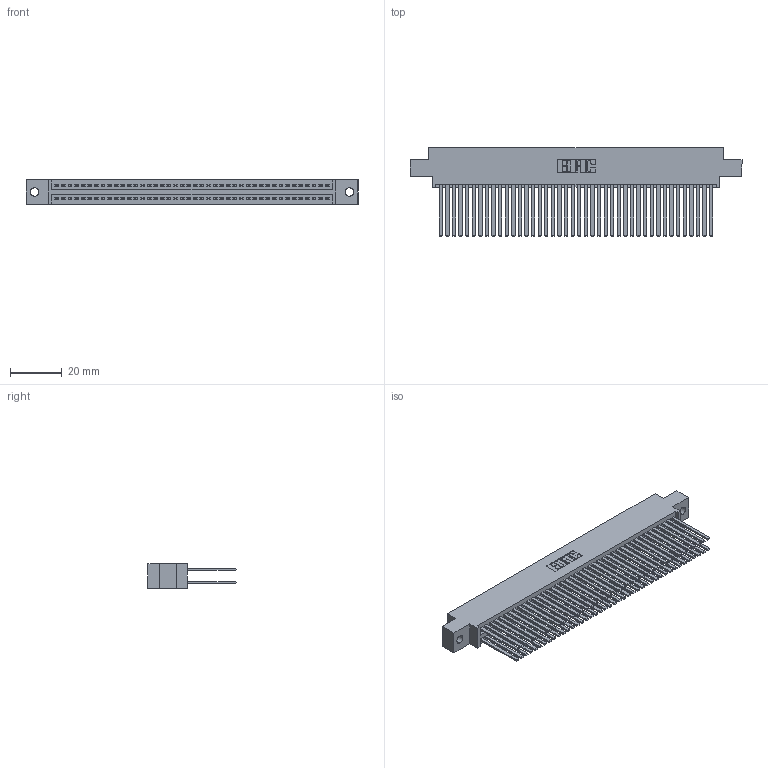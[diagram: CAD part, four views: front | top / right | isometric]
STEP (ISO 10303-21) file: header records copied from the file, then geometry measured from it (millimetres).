
FILE_DESCRIPTION (( 'STEP AP203' ), '1' );
FILE_NAME ('345-084-544-802.STEP', '2019-11-01T04:55:32', ( '' ), ( '' ), 'SwSTEP 2.0', 'SolidWorks 2016', '' );
FILE_SCHEMA (( 'CONFIG_CONTROL_DESIGN' ));
Length unit declared in the file: inch
Products named in the file (3): 345-084-544-802; 345 Part_0.170 Offset - 0.128 Dia; 345-292-001_345-293-144
Assembly tree (85 placements, depth 2):
  345-084-544-802
    345 Part_0.170 Offset - 0.128 Dia
    345-292-001_345-293-144  x84
Bounding box: 127.89 x 33.96 x 9.4 mm (x, y, z)
Volume: 13450.7 mm3; surface area: 23204.4 mm2
Topology: 85 solids, 85 shells, 3826 faces, 11357 edges, 7458 vertices
Faces by surface type: plane 2520, cylinder 1306
Entity records: 32905 total; most frequent: CARTESIAN_POINT 5516, ORIENTED_EDGE 5450, DIRECTION 4861, EDGE_CURVE 2725, LINE 2429, VECTOR 2429, VERTEX_POINT 1814, AXIS2_PLACEMENT_3D 1216
